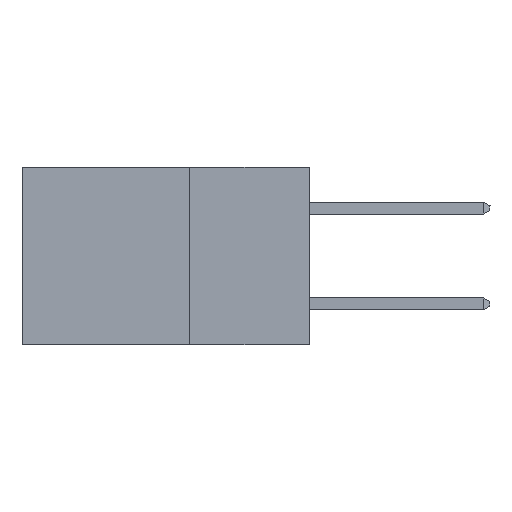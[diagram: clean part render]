
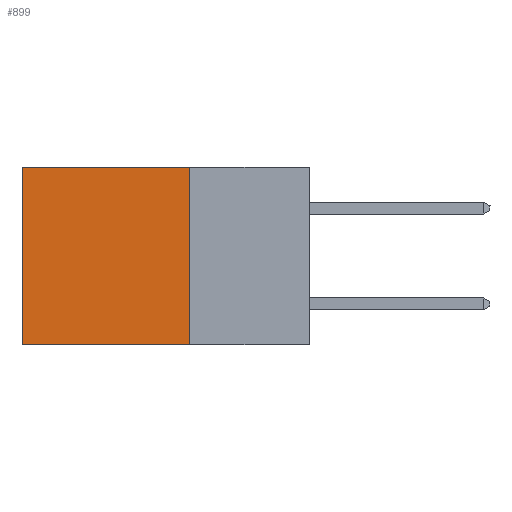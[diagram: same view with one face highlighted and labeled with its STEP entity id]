
A CAD part, left-side view. The second image highlights one B-rep face of the part: STEP entity #899.
In plain terms, the highlighted planar face has unit normal (-1, 0, 0).
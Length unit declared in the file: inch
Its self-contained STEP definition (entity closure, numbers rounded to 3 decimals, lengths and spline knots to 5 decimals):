
#170 = DIRECTION ( 'NONE',  ( 0., 1., 0. ) ) ;
#609 = ORIENTED_EDGE ( 'NONE', *, *, #10261, .T. ) ;
#670 = DIRECTION ( 'NONE',  ( 0., 0., -1. ) ) ;
#899 = ADVANCED_FACE ( 'NONE', ( #1492 ), #20220, .F. ) ;
#1132 = DIRECTION ( 'NONE',  ( 0., 0., -1. ) ) ;
#1462 = ORIENTED_EDGE ( 'NONE', *, *, #10567, .F. ) ;
#1492 = FACE_OUTER_BOUND ( 'NONE', #1632, .T. ) ;
#1632 = EDGE_LOOP ( 'NONE', ( #5220, #1462, #9147, #609 ) ) ;
#1843 = EDGE_CURVE ( 'NONE', #16189, #19095, #3093, .T. ) ;
#2226 = CARTESIAN_POINT ( 'NONE',  ( 0.2875, 0.25, 0. ) ) ;
#2840 = CARTESIAN_POINT ( 'NONE',  ( 0.2875, 0.25, 0. ) ) ;
#2920 = CARTESIAN_POINT ( 'NONE',  ( 0.2875, 0.6, 0. ) ) ;
#3093 = LINE ( 'NONE', #2920, #10053 ) ;
#4271 = DIRECTION ( 'NONE',  ( 0., 0., -1. ) ) ;
#4345 = VECTOR ( 'NONE', #170, 39.37008 ) ;
#4482 = DIRECTION ( 'NONE',  ( 0., 1., 0. ) ) ;
#5075 = VECTOR ( 'NONE', #4271, 39.37008 ) ;
#5220 = ORIENTED_EDGE ( 'NONE', *, *, #1843, .T. ) ;
#5446 = CARTESIAN_POINT ( 'NONE',  ( 0.2875, 0.25, 0. ) ) ;
#6425 = VECTOR ( 'NONE', #4482, 39.37008 ) ;
#6838 = AXIS2_PLACEMENT_3D ( 'NONE', #2226, #8709, #670 ) ;
#7366 = VERTEX_POINT ( 'NONE', #5446 ) ;
#7932 = LINE ( 'NONE', #11724, #4345 ) ;
#8609 = VERTEX_POINT ( 'NONE', #12959 ) ;
#8709 = DIRECTION ( 'NONE',  ( 1., 0., 0. ) ) ;
#9147 = ORIENTED_EDGE ( 'NONE', *, *, #21035, .F. ) ;
#10053 = VECTOR ( 'NONE', #1132, 39.37008 ) ;
#10261 = EDGE_CURVE ( 'NONE', #7366, #16189, #19026, .T. ) ;
#10567 = EDGE_CURVE ( 'NONE', #8609, #19095, #7932, .T. ) ;
#11724 = CARTESIAN_POINT ( 'NONE',  ( 0.2875, 0.25, -0.37 ) ) ;
#12959 = CARTESIAN_POINT ( 'NONE',  ( 0.2875, 0.25, -0.37 ) ) ;
#13806 = LINE ( 'NONE', #2840, #5075 ) ;
#14284 = CARTESIAN_POINT ( 'NONE',  ( 0.2875, 0.6, -0.37 ) ) ;
#14335 = CARTESIAN_POINT ( 'NONE',  ( 0.2875, 0.25, 0. ) ) ;
#15349 = CARTESIAN_POINT ( 'NONE',  ( 0.2875, 0.6, 0. ) ) ;
#16189 = VERTEX_POINT ( 'NONE', #15349 ) ;
#19026 = LINE ( 'NONE', #14335, #6425 ) ;
#19095 = VERTEX_POINT ( 'NONE', #14284 ) ;
#20220 = PLANE ( 'NONE',  #6838 ) ;
#21035 = EDGE_CURVE ( 'NONE', #7366, #8609, #13806, .T. ) ;
